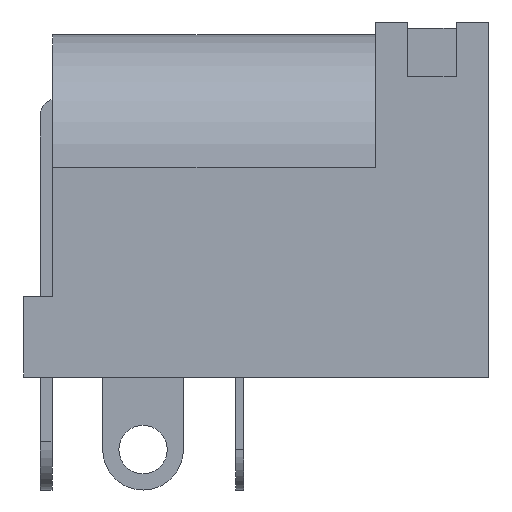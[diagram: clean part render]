
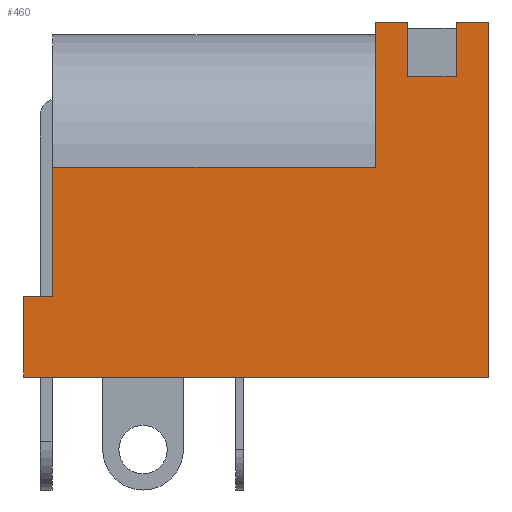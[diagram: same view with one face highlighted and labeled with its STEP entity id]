
A CAD part, left-side view. The second image highlights one B-rep face of the part: STEP entity #460.
In plain terms, the highlighted planar face has unit normal (-1, 0, 0).
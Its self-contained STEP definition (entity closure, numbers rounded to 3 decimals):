
#105 = EDGE_CURVE('',#106,#108,#110,.T.);
#106 = VERTEX_POINT('',#107);
#107 = CARTESIAN_POINT('',(-4.382,-7.131,11.114));
#108 = VERTEX_POINT('',#109);
#109 = CARTESIAN_POINT('',(-4.382,-7.131,0.114));
#110 = LINE('',#111,#112);
#111 = CARTESIAN_POINT('',(-4.382,-7.131,11.114)
  );
#112 = VECTOR('',#113,1.);
#113 = DIRECTION('',(0.,0.,-1.));
#314 = EDGE_CURVE('',#315,#108,#317,.T.);
#315 = VERTEX_POINT('',#316);
#316 = CARTESIAN_POINT('',(-4.382,7.269,0.114));
#317 = LINE('',#318,#319);
#318 = CARTESIAN_POINT('',(-4.382,7.269,0.114));
#319 = VECTOR('',#320,1.);
#320 = DIRECTION('',(0.,-1.,0.));
#402 = VERTEX_POINT('',#403);
#403 = CARTESIAN_POINT('',(-4.382,-6.131,11.114));
#443 = VERTEX_POINT('',#444);
#444 = CARTESIAN_POINT('',(-4.382,-6.131,9.414));
#450 = EDGE_CURVE('',#443,#402,#451,.T.);
#451 = LINE('',#452,#453);
#452 = CARTESIAN_POINT('',(-4.382,-6.131,9.414)
  );
#453 = VECTOR('',#454,1.);
#454 = DIRECTION('',(0.,0.,1.));
#460 = ADVANCED_FACE('',(#461),#534,.T.);
#461 = FACE_BOUND('',#462,.T.);
#462 = EDGE_LOOP('',(#463,#473,#479,#480,#481,#487,#488,#496,#504,#512,
    #520,#528));
#463 = ORIENTED_EDGE('',*,*,#464,.T.);
#464 = EDGE_CURVE('',#465,#467,#469,.T.);
#465 = VERTEX_POINT('',#466);
#466 = CARTESIAN_POINT('',(-4.382,6.369,2.614));
#467 = VERTEX_POINT('',#468);
#468 = CARTESIAN_POINT('',(-4.382,7.269,2.614));
#469 = LINE('',#470,#471);
#470 = CARTESIAN_POINT('',(-4.382,7.269,2.614));
#471 = VECTOR('',#472,1.);
#472 = DIRECTION('',(0.,1.,0.));
#473 = ORIENTED_EDGE('',*,*,#474,.T.);
#474 = EDGE_CURVE('',#467,#315,#475,.T.);
#475 = LINE('',#476,#477);
#476 = CARTESIAN_POINT('',(-4.382,7.269,11.114)
  );
#477 = VECTOR('',#478,1.);
#478 = DIRECTION('',(0.,0.,-1.));
#479 = ORIENTED_EDGE('',*,*,#314,.T.);
#480 = ORIENTED_EDGE('',*,*,#105,.F.);
#481 = ORIENTED_EDGE('',*,*,#482,.F.);
#482 = EDGE_CURVE('',#402,#106,#483,.T.);
#483 = LINE('',#484,#485);
#484 = CARTESIAN_POINT('',(-4.382,7.269,11.114)
  );
#485 = VECTOR('',#486,1.);
#486 = DIRECTION('',(0.,-1.,0.));
#487 = ORIENTED_EDGE('',*,*,#450,.F.);
#488 = ORIENTED_EDGE('',*,*,#489,.F.);
#489 = EDGE_CURVE('',#490,#443,#492,.T.);
#490 = VERTEX_POINT('',#491);
#491 = CARTESIAN_POINT('',(-4.382,-4.631,9.414));
#492 = LINE('',#493,#494);
#493 = CARTESIAN_POINT('',(-4.382,-6.131,9.414)
  );
#494 = VECTOR('',#495,1.);
#495 = DIRECTION('',(0.,-1.,0.));
#496 = ORIENTED_EDGE('',*,*,#497,.T.);
#497 = EDGE_CURVE('',#490,#498,#500,.T.);
#498 = VERTEX_POINT('',#499);
#499 = CARTESIAN_POINT('',(-4.382,-4.631,11.114));
#500 = LINE('',#501,#502);
#501 = CARTESIAN_POINT('',(-4.382,-4.631,9.414)
  );
#502 = VECTOR('',#503,1.);
#503 = DIRECTION('',(0.,0.,1.));
#504 = ORIENTED_EDGE('',*,*,#505,.F.);
#505 = EDGE_CURVE('',#506,#498,#508,.T.);
#506 = VERTEX_POINT('',#507);
#507 = CARTESIAN_POINT('',(-4.382,-3.631,11.114));
#508 = LINE('',#509,#510);
#509 = CARTESIAN_POINT('',(-4.382,7.269,11.114)
  );
#510 = VECTOR('',#511,1.);
#511 = DIRECTION('',(0.,-1.,0.));
#512 = ORIENTED_EDGE('',*,*,#513,.T.);
#513 = EDGE_CURVE('',#506,#514,#516,.T.);
#514 = VERTEX_POINT('',#515);
#515 = CARTESIAN_POINT('',(-4.382,-3.631,6.614));
#516 = LINE('',#517,#518);
#517 = CARTESIAN_POINT('',(-4.382,-3.631,11.114)
  );
#518 = VECTOR('',#519,1.);
#519 = DIRECTION('',(0.,0.,-1.));
#520 = ORIENTED_EDGE('',*,*,#521,.F.);
#521 = EDGE_CURVE('',#522,#514,#524,.T.);
#522 = VERTEX_POINT('',#523);
#523 = CARTESIAN_POINT('',(-4.382,6.369,6.614));
#524 = LINE('',#525,#526);
#525 = CARTESIAN_POINT('',(-4.382,7.269,6.614));
#526 = VECTOR('',#527,1.);
#527 = DIRECTION('',(0.,-1.,0.));
#528 = ORIENTED_EDGE('',*,*,#529,.T.);
#529 = EDGE_CURVE('',#522,#465,#530,.T.);
#530 = LINE('',#531,#532);
#531 = CARTESIAN_POINT('',(-4.382,6.369,2.614));
#532 = VECTOR('',#533,1.);
#533 = DIRECTION('',(0.,0.,-1.));
#534 = PLANE('',#535);
#535 = AXIS2_PLACEMENT_3D('',#536,#537,#538);
#536 = CARTESIAN_POINT('',(-4.382,7.269,11.114));
#537 = DIRECTION('',(-1.,0.,0.));
#538 = DIRECTION('',(0.,1.,0.));
